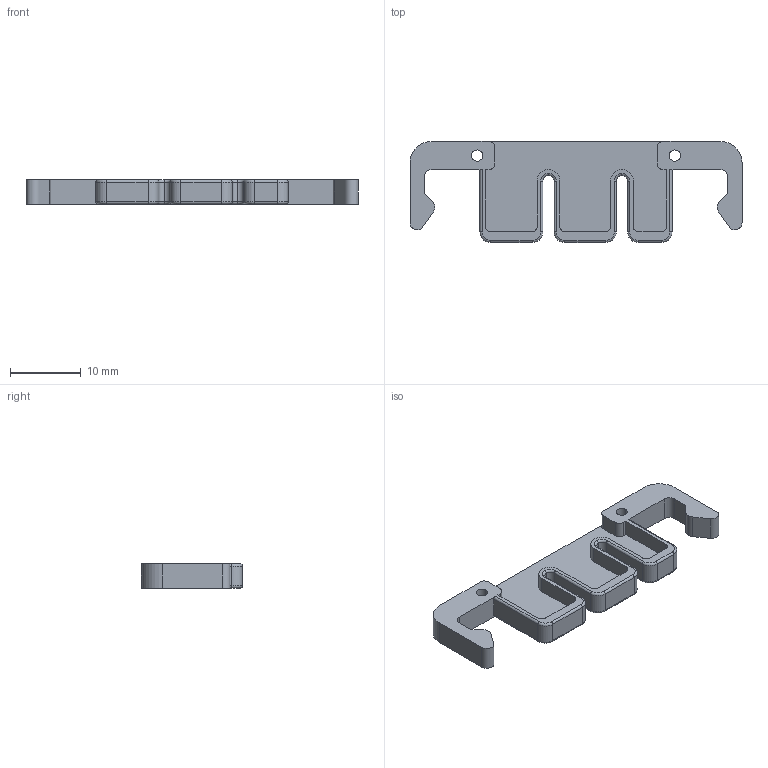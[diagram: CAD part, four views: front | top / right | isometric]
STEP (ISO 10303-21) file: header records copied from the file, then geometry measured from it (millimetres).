
FILE_DESCRIPTION (( 'STEP AP203' ), '1' );
FILE_NAME ('Board_Edge_Connector.STEP', '2023-01-29T19:19:36', ( '' ), ( '' ), 'SwSTEP 2.0', 'SolidWorks 2023', '' );
FILE_SCHEMA (( 'CONFIG_CONTROL_DESIGN' ));
Length unit declared in the file: millimetre
Products named in the file (1): Board_Edge_Connector
Bounding box: 47 x 14.3 x 3.4 mm (x, y, z)
Volume: 988 mm3; surface area: 1723.2 mm2
Topology: 1 solids, 1 shells, 113 faces, 297 edges, 186 vertices
Faces by surface type: cylinder 55, plane 38, torus 20
Entity records: 3582 total; most frequent: DIRECTION 659, CARTESIAN_POINT 597, ORIENTED_EDGE 594, EDGE_CURVE 297, AXIS2_PLACEMENT_3D 248, VERTEX_POINT 186, VECTOR 163, LINE 163
